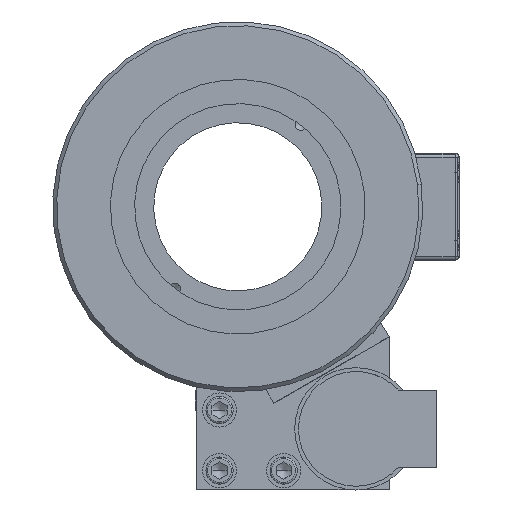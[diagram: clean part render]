
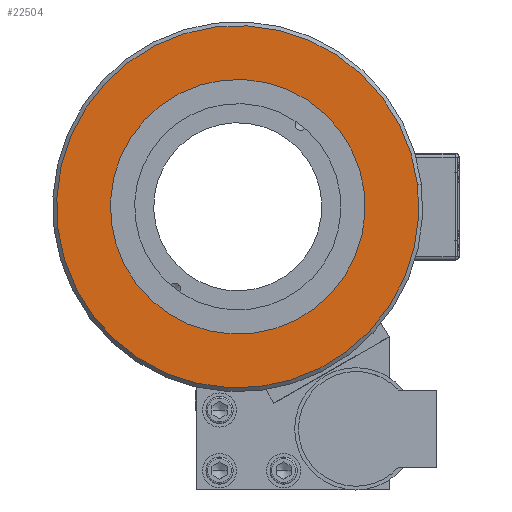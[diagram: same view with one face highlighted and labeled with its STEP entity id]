
A CAD part, front view. The second image highlights one B-rep face of the part: STEP entity #22504.
In plain terms, the highlighted face is planar.
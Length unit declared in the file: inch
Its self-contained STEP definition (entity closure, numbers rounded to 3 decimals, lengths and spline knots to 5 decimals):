
#21893=CARTESIAN_POINT('',(0.67903,0.59813,0.0));
#21894=VERTEX_POINT('',#21893);
#21901=CARTESIAN_POINT('',(0.67903,-0.59813,0.));
#21902=VERTEX_POINT('',#21901);
#21903=CARTESIAN_POINT('',(0.67903,0.,0.0));
#21904=DIRECTION('',(1.0,0.0,0.0));
#21905=DIRECTION('',(0.0,1.0,0.0));
#21906=AXIS2_PLACEMENT_3D('',#21903,#21904,#21905);
#21907=CIRCLE('',#21906,0.59813);
#21908=EDGE_CURVE('',#21894,#21902,#21907,.T.);
#22001=CARTESIAN_POINT('',(0.67903,-0.933,0.));
#22002=VERTEX_POINT('',#22001);
#22018=CARTESIAN_POINT('',(0.67903,0.933,0.));
#22019=VERTEX_POINT('',#22018);
#22026=CARTESIAN_POINT('',(0.67903,0.,0.0));
#22027=DIRECTION('',(-1.0,0.0,0.0));
#22028=DIRECTION('',(0.0,-1.0,0.0));
#22029=AXIS2_PLACEMENT_3D('',#22026,#22027,#22028);
#22030=CIRCLE('',#22029,0.933);
#22031=EDGE_CURVE('',#22019,#22002,#22030,.T.);
#22473=CARTESIAN_POINT('',(0.67903,0.,0.0));
#22474=DIRECTION('',(-1.0,0.0,0.0));
#22475=DIRECTION('',(0.0,-1.0,0.0));
#22476=AXIS2_PLACEMENT_3D('',#22473,#22474,#22475);
#22477=CIRCLE('',#22476,0.933);
#22478=EDGE_CURVE('',#22002,#22019,#22477,.T.);
#22485=CARTESIAN_POINT('',(0.67903,0.77557,0.0));
#22486=DIRECTION('',(1.0,0.0,0.0));
#22487=DIRECTION('',(0.0,0.0,-1.0));
#22488=AXIS2_PLACEMENT_3D('',#22485,#22486,#22487);
#22489=PLANE('',#22488);
#22490=ORIENTED_EDGE('',*,*,#22031,.F.);
#22491=ORIENTED_EDGE('',*,*,#22478,.F.);
#22492=EDGE_LOOP('',(#22490,#22491));
#22493=FACE_OUTER_BOUND('',#22492,.T.);
#22494=ORIENTED_EDGE('',*,*,#21908,.F.);
#22495=CARTESIAN_POINT('',(0.67903,0.,0.0));
#22496=DIRECTION('',(1.0,0.0,0.0));
#22497=DIRECTION('',(0.0,1.0,0.0));
#22498=AXIS2_PLACEMENT_3D('',#22495,#22496,#22497);
#22499=CIRCLE('',#22498,0.59813);
#22500=EDGE_CURVE('',#21902,#21894,#22499,.T.);
#22501=ORIENTED_EDGE('',*,*,#22500,.F.);
#22502=EDGE_LOOP('',(#22494,#22501));
#22503=FACE_BOUND('',#22502,.T.);
#22504=ADVANCED_FACE('',(#22493,#22503),#22489,.T.);
